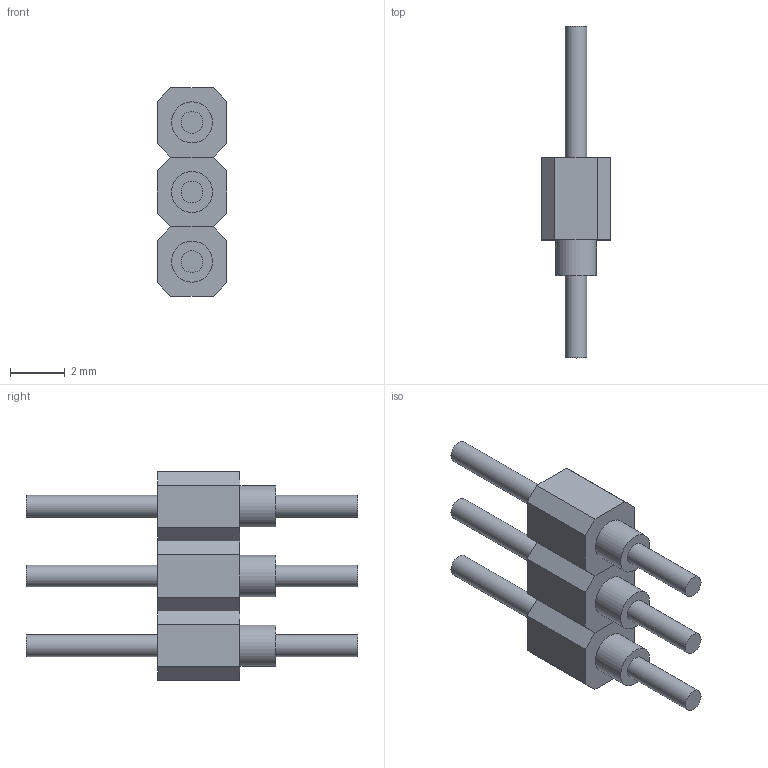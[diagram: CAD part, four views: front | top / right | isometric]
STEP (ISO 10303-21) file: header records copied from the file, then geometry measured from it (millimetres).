
FILE_DESCRIPTION(/* description */ (''),/* implementation_level */ '2;1');
FILE_NAME(/* name */ 'SCSL_pin v3.step',/* time_stamp */ '2021-09-03T12:18:33+03:00',/* author */ (''),/* organization */ (''),/* preprocessor_version */ 'ST-DEVELOPER v18.1',/* originating_system */ 'Autodesk Translation Framework v10.10.0.1391',/* authorisation */ '');
FILE_SCHEMA (('AUTOMOTIVE_DESIGN { 1 0 10303 214 3 1 1 }'));
Length unit declared in the file: millimetre
Products named in the file (1): SCSL_pin
Bounding box: 2.54 x 12.1 x 7.62 mm (x, y, z)
Volume: 72.2 mm3; surface area: 193.8 mm2
Topology: 3 solids, 3 shells, 48 faces, 99 edges, 66 vertices
Faces by surface type: plane 39, cylinder 9
Full cylindrical faces by diameter (mm): 0.8 x6, 1.5 x3
Entity records: 1292 total; most frequent: DIRECTION 215, CARTESIAN_POINT 214, ORIENTED_EDGE 198, EDGE_CURVE 99, LINE 81, VECTOR 81, AXIS2_PLACEMENT_3D 67, VERTEX_POINT 66
